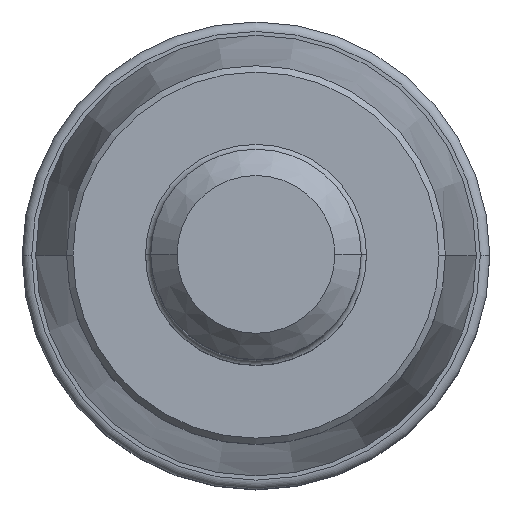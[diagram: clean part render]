
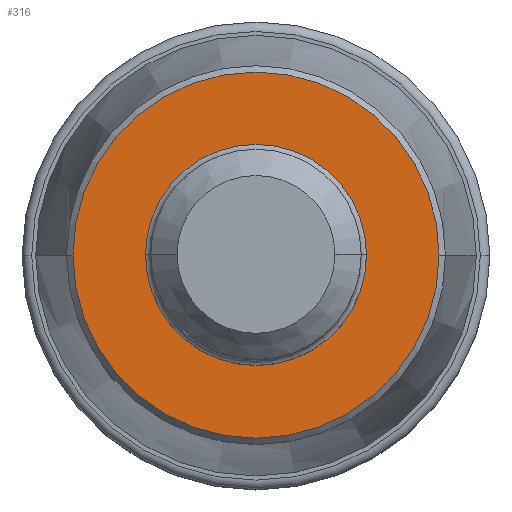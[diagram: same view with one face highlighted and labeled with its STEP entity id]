
A CAD part, top view. The second image highlights one B-rep face of the part: STEP entity #316.
In plain terms, the highlighted planar face has unit normal (0, 0, 1).
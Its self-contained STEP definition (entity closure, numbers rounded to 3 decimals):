
#177=PLANE('',#2389);
#187=FACE_BOUND('',#583,.T.);
#188=FACE_BOUND('',#584,.T.);
#316=ADVANCED_FACE('',(#187,#188),#177,.F.);
#583=EDGE_LOOP('',(#1056,#1057));
#584=EDGE_LOOP('',(#1058,#1059));
#1056=ORIENTED_EDGE('',*,*,#1496,.F.);
#1057=ORIENTED_EDGE('',*,*,#1499,.F.);
#1058=ORIENTED_EDGE('',*,*,#1500,.F.);
#1059=ORIENTED_EDGE('',*,*,#1501,.F.);
#1252=VERTEX_POINT('',#4561);
#1253=VERTEX_POINT('',#4562);
#1254=VERTEX_POINT('',#4569);
#1255=VERTEX_POINT('',#4570);
#1496=EDGE_CURVE('',#1252,#1253,#1828,.T.);
#1499=EDGE_CURVE('',#1253,#1252,#1829,.T.);
#1500=EDGE_CURVE('',#1254,#1255,#1830,.T.);
#1501=EDGE_CURVE('',#1255,#1254,#1831,.T.);
#1828=CIRCLE('',#2383,8.7);
#1829=CIRCLE('',#2385,8.7);
#1830=CIRCLE('',#2387,5.25);
#1831=CIRCLE('',#2388,5.25);
#2383=AXIS2_PLACEMENT_3D('',#4560,#2920,#2921);
#2385=AXIS2_PLACEMENT_3D('',#4566,#2926,#2927);
#2387=AXIS2_PLACEMENT_3D('',#4568,#2930,#2931);
#2388=AXIS2_PLACEMENT_3D('',#4571,#2932,#2933);
#2389=AXIS2_PLACEMENT_3D('',#4572,#2934,#2935);
#2920=DIRECTION('',(0.,0.,-1.));
#2921=DIRECTION('',(-1.,0.,0.));
#2926=DIRECTION('',(0.,0.,-1.));
#2927=DIRECTION('',(1.,0.,0.));
#2930=DIRECTION('',(0.,0.,1.));
#2931=DIRECTION('',(-1.,0.,0.));
#2932=DIRECTION('',(0.,0.,1.));
#2933=DIRECTION('',(1.,0.,0.));
#2934=DIRECTION('',(0.,0.,-1.));
#2935=DIRECTION('',(1.,0.,0.));
#4560=CARTESIAN_POINT('',(0.,0.,0.));
#4561=CARTESIAN_POINT('',(-8.7,0.,0.));
#4562=CARTESIAN_POINT('',(8.7,0.,0.));
#4566=CARTESIAN_POINT('',(0.,0.,0.));
#4568=CARTESIAN_POINT('',(0.,0.,0.));
#4569=CARTESIAN_POINT('',(-5.25,0.,0.));
#4570=CARTESIAN_POINT('',(5.25,0.,0.));
#4571=CARTESIAN_POINT('',(0.,0.,0.));
#4572=CARTESIAN_POINT('',(0.,0.,0.));
